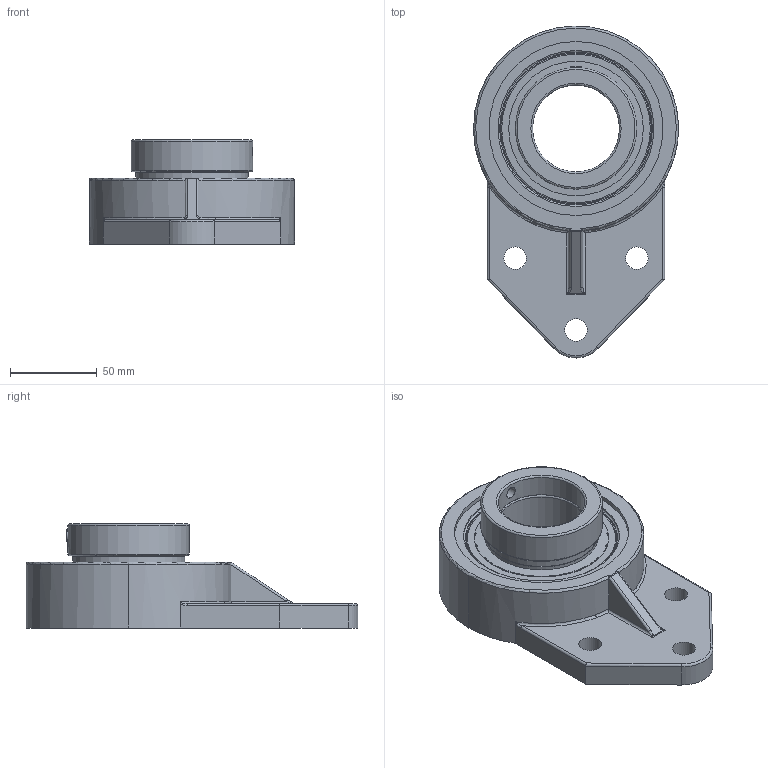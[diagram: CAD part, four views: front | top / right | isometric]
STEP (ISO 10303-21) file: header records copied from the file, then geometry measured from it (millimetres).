
FILE_DESCRIPTION(('HOOPS Exchange Step'),'2;1');
FILE_NAME('export-EC09324E-CC81-4C97-B6BD-0C386CF32669.stp','2020-05-20T13:26:04-07:00',('dkerr'),('Alibre'),'HOOPS Exchange 2020.0','Alibre','Unknown authorisation');
FILE_SCHEMA( ('AP242_MANAGED_MODEL_BASED_3D_ENGINEERING_MIM_LF {1 0 10303 442 1 1 4 }') );
Length unit declared in the file: inch
Products named in the file (8): MRN SFBM 210 L4L; SNC 210 (Ball Bearing); SNC 210 (Shield); SNC 210 (Setscrew); SNC 210 (Collar); SNC 210 L4L (50mm) (Race); MRN SNC 210 L4L (50mm); MRN SNCSFBM 210 L4L (50mm)
Assembly tree (8 placements, depth 3):
  MRN SNCSFBM 210 L4L (50mm)
    MRN SFBM 210 L4L
    MRN SNC 210 L4L (50mm)
      SNC 210 (Ball Bearing)
      SNC 210 (Shield)  x2
      SNC 210 (Setscrew)
      SNC 210 (Collar)
      SNC 210 L4L (50mm) (Race)
Bounding box: 118 x 191 x 59.89 mm (x, y, z)
Volume: 377103.1 mm3; surface area: 108347.4 mm2
Topology: 17 solids, 17 shells, 150 faces, 396 edges, 256 vertices
Faces by surface type: cylinder 51, plane 41, torus 21, sphere 17, bspline 10, cone 10
Full cylindrical faces by diameter (mm): 6.782 x3, 13 x3, 50 x2, 59.385 x2, 64.516 x4, 65.278 x2, 69.901 x1, 76.2 x2, 77.47 x2, 89.741 x1, 93.741 x1, 100.1 x1
Entity records: 7502 total; most frequent: CARTESIAN_POINT 3766, DIRECTION 791, ORIENTED_EDGE 694, EDGE_CURVE 347, AXIS2_PLACEMENT_3D 342, VERTEX_POINT 242, CIRCLE 175, EDGE_LOOP 167
